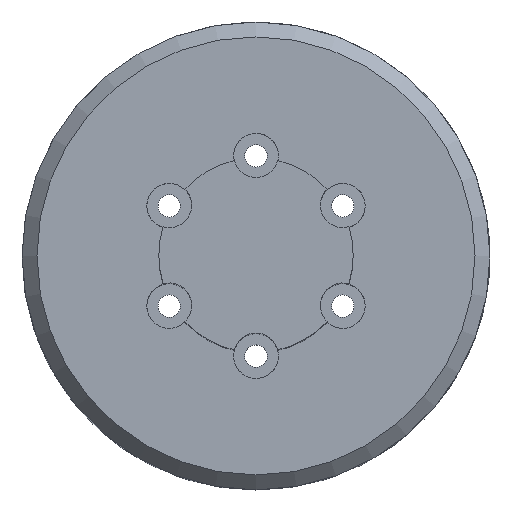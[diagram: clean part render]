
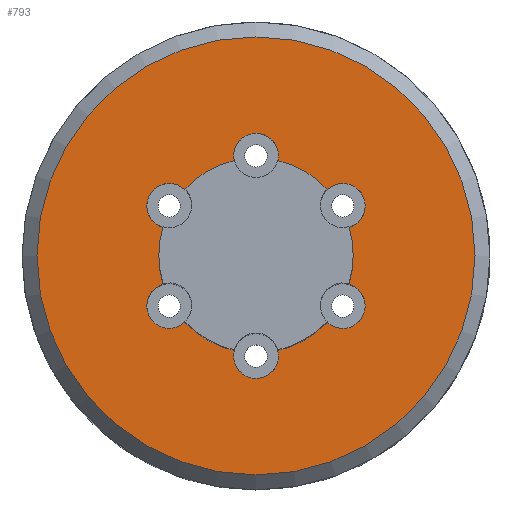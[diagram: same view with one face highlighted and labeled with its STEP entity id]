
A CAD part, top view. The second image highlights one B-rep face of the part: STEP entity #793.
In plain terms, the highlighted planar face has unit normal (0, 0, 1).
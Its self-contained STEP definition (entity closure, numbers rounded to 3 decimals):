
#55=FACE_BOUND('',#136,.T.);
#68=PLANE('',#855);
#89=FACE_OUTER_BOUND('',#135,.T.);
#135=EDGE_LOOP('',(#548));
#136=EDGE_LOOP('',(#549,#550,#551,#552,#553,#554,#555,#556,#557,#558,#559,
#560,#561,#562,#563,#564));
#286=CIRCLE('',#854,14.65);
#287=CIRCLE('',#856,6.5);
#288=CIRCLE('',#857,1.5);
#289=CIRCLE('',#858,6.5);
#290=CIRCLE('',#859,1.5);
#291=CIRCLE('',#860,6.5);
#292=CIRCLE('',#861,1.5);
#293=CIRCLE('',#862,1.5);
#294=CIRCLE('',#863,6.5);
#295=CIRCLE('',#864,1.5);
#296=CIRCLE('',#865,1.5);
#297=CIRCLE('',#866,6.5);
#298=CIRCLE('',#867,1.5);
#299=CIRCLE('',#868,1.5);
#300=CIRCLE('',#869,6.5);
#301=CIRCLE('',#870,1.5);
#302=CIRCLE('',#871,1.5);
#344=VERTEX_POINT('',#1210);
#345=VERTEX_POINT('',#1214);
#346=VERTEX_POINT('',#1215);
#347=VERTEX_POINT('',#1217);
#348=VERTEX_POINT('',#1219);
#349=VERTEX_POINT('',#1221);
#350=VERTEX_POINT('',#1223);
#351=VERTEX_POINT('',#1225);
#352=VERTEX_POINT('',#1227);
#353=VERTEX_POINT('',#1229);
#354=VERTEX_POINT('',#1231);
#355=VERTEX_POINT('',#1233);
#356=VERTEX_POINT('',#1235);
#357=VERTEX_POINT('',#1237);
#358=VERTEX_POINT('',#1239);
#359=VERTEX_POINT('',#1241);
#360=VERTEX_POINT('',#1243);
#424=EDGE_CURVE('',#344,#344,#286,.T.);
#425=EDGE_CURVE('',#345,#346,#287,.T.);
#426=EDGE_CURVE('',#346,#347,#288,.T.);
#427=EDGE_CURVE('',#347,#348,#289,.T.);
#428=EDGE_CURVE('',#348,#349,#290,.T.);
#429=EDGE_CURVE('',#349,#350,#291,.T.);
#430=EDGE_CURVE('',#350,#351,#292,.T.);
#431=EDGE_CURVE('',#351,#352,#293,.T.);
#432=EDGE_CURVE('',#352,#353,#294,.T.);
#433=EDGE_CURVE('',#353,#354,#295,.T.);
#434=EDGE_CURVE('',#354,#355,#296,.T.);
#435=EDGE_CURVE('',#355,#356,#297,.T.);
#436=EDGE_CURVE('',#356,#357,#298,.T.);
#437=EDGE_CURVE('',#357,#358,#299,.T.);
#438=EDGE_CURVE('',#358,#359,#300,.T.);
#439=EDGE_CURVE('',#359,#360,#301,.T.);
#440=EDGE_CURVE('',#360,#345,#302,.T.);
#548=ORIENTED_EDGE('',*,*,#424,.F.);
#549=ORIENTED_EDGE('',*,*,#425,.T.);
#550=ORIENTED_EDGE('',*,*,#426,.T.);
#551=ORIENTED_EDGE('',*,*,#427,.T.);
#552=ORIENTED_EDGE('',*,*,#428,.T.);
#553=ORIENTED_EDGE('',*,*,#429,.T.);
#554=ORIENTED_EDGE('',*,*,#430,.T.);
#555=ORIENTED_EDGE('',*,*,#431,.T.);
#556=ORIENTED_EDGE('',*,*,#432,.T.);
#557=ORIENTED_EDGE('',*,*,#433,.T.);
#558=ORIENTED_EDGE('',*,*,#434,.T.);
#559=ORIENTED_EDGE('',*,*,#435,.T.);
#560=ORIENTED_EDGE('',*,*,#436,.T.);
#561=ORIENTED_EDGE('',*,*,#437,.T.);
#562=ORIENTED_EDGE('',*,*,#438,.T.);
#563=ORIENTED_EDGE('',*,*,#439,.T.);
#564=ORIENTED_EDGE('',*,*,#440,.T.);
#793=ADVANCED_FACE('',(#89,#55),#68,.F.);
#854=AXIS2_PLACEMENT_3D('',#1212,#961,#962);
#855=AXIS2_PLACEMENT_3D('',#1213,#963,#964);
#856=AXIS2_PLACEMENT_3D('',#1216,#965,#966);
#857=AXIS2_PLACEMENT_3D('',#1218,#967,#968);
#858=AXIS2_PLACEMENT_3D('',#1220,#969,#970);
#859=AXIS2_PLACEMENT_3D('',#1222,#971,#972);
#860=AXIS2_PLACEMENT_3D('',#1224,#973,#974);
#861=AXIS2_PLACEMENT_3D('',#1226,#975,#976);
#862=AXIS2_PLACEMENT_3D('',#1228,#977,#978);
#863=AXIS2_PLACEMENT_3D('',#1230,#979,#980);
#864=AXIS2_PLACEMENT_3D('',#1232,#981,#982);
#865=AXIS2_PLACEMENT_3D('',#1234,#983,#984);
#866=AXIS2_PLACEMENT_3D('',#1236,#985,#986);
#867=AXIS2_PLACEMENT_3D('',#1238,#987,#988);
#868=AXIS2_PLACEMENT_3D('',#1240,#989,#990);
#869=AXIS2_PLACEMENT_3D('',#1242,#991,#992);
#870=AXIS2_PLACEMENT_3D('',#1244,#993,#994);
#871=AXIS2_PLACEMENT_3D('',#1245,#995,#996);
#961=DIRECTION('center_axis',(0.,0.,-1.));
#962=DIRECTION('ref_axis',(1.,0.,0.));
#963=DIRECTION('center_axis',(0.,0.,-1.));
#964=DIRECTION('ref_axis',(-1.,0.,0.));
#965=DIRECTION('center_axis',(0.,0.,-1.));
#966=DIRECTION('ref_axis',(-1.,0.,0.));
#967=DIRECTION('center_axis',(0.,0.,-1.));
#968=DIRECTION('ref_axis',(-1.,0.,0.));
#969=DIRECTION('center_axis',(0.,0.,-1.));
#970=DIRECTION('ref_axis',(-1.,0.,0.));
#971=DIRECTION('center_axis',(0.,0.,-1.));
#972=DIRECTION('ref_axis',(-1.,0.,0.));
#973=DIRECTION('center_axis',(0.,0.,-1.));
#974=DIRECTION('ref_axis',(-1.,0.,0.));
#975=DIRECTION('center_axis',(0.,0.,-1.));
#976=DIRECTION('ref_axis',(-1.,0.,0.));
#977=DIRECTION('center_axis',(0.,0.,-1.));
#978=DIRECTION('ref_axis',(-1.,0.,0.));
#979=DIRECTION('center_axis',(0.,0.,-1.));
#980=DIRECTION('ref_axis',(-1.,0.,0.));
#981=DIRECTION('center_axis',(0.,0.,-1.));
#982=DIRECTION('ref_axis',(-1.,0.,0.));
#983=DIRECTION('center_axis',(0.,0.,-1.));
#984=DIRECTION('ref_axis',(-1.,0.,0.));
#985=DIRECTION('center_axis',(0.,0.,-1.));
#986=DIRECTION('ref_axis',(-1.,0.,0.));
#987=DIRECTION('center_axis',(0.,0.,-1.));
#988=DIRECTION('ref_axis',(-1.,0.,0.));
#989=DIRECTION('center_axis',(0.,0.,-1.));
#990=DIRECTION('ref_axis',(-1.,0.,0.));
#991=DIRECTION('center_axis',(0.,0.,-1.));
#992=DIRECTION('ref_axis',(-1.,0.,0.));
#993=DIRECTION('center_axis',(0.,0.,-1.));
#994=DIRECTION('ref_axis',(-1.,0.,0.));
#995=DIRECTION('center_axis',(0.,0.,-1.));
#996=DIRECTION('ref_axis',(-1.,0.,0.));
#1210=CARTESIAN_POINT('',(-14.65,0.,-7.7));
#1212=CARTESIAN_POINT('Origin',(0.,0.,-7.7));
#1213=CARTESIAN_POINT('Origin',(0.,0.,-7.7));
#1214=CARTESIAN_POINT('',(-1.455,-6.335,-7.7));
#1215=CARTESIAN_POINT('',(-4.759,-4.428,-7.7));
#1216=CARTESIAN_POINT('Origin',(0.,0.,-7.7));
#1217=CARTESIAN_POINT('',(-6.214,-1.908,-7.7));
#1218=CARTESIAN_POINT('Origin',(-5.802,-3.35,-7.7));
#1219=CARTESIAN_POINT('',(-6.214,1.908,-7.7));
#1220=CARTESIAN_POINT('Origin',(0.,0.,-7.7));
#1221=CARTESIAN_POINT('',(-4.759,4.428,-7.7));
#1222=CARTESIAN_POINT('Origin',(-5.802,3.35,-7.7));
#1223=CARTESIAN_POINT('',(-1.455,6.335,-7.7));
#1224=CARTESIAN_POINT('Origin',(0.,0.,-7.7));
#1225=CARTESIAN_POINT('',(1.5,6.7,-7.7));
#1226=CARTESIAN_POINT('Origin',(0.,6.7,-7.7));
#1227=CARTESIAN_POINT('',(1.455,6.335,-7.7));
#1228=CARTESIAN_POINT('Origin',(0.,6.7,-7.7));
#1229=CARTESIAN_POINT('',(4.759,4.428,-7.7));
#1230=CARTESIAN_POINT('Origin',(0.,0.,-7.7));
#1231=CARTESIAN_POINT('',(7.302,3.35,-7.7));
#1232=CARTESIAN_POINT('Origin',(5.802,3.35,-7.7));
#1233=CARTESIAN_POINT('',(6.214,1.908,-7.7));
#1234=CARTESIAN_POINT('Origin',(5.802,3.35,-7.7));
#1235=CARTESIAN_POINT('',(6.214,-1.908,-7.7));
#1236=CARTESIAN_POINT('Origin',(0.,0.,-7.7));
#1237=CARTESIAN_POINT('',(7.302,-3.35,-7.7));
#1238=CARTESIAN_POINT('Origin',(5.802,-3.35,-7.7));
#1239=CARTESIAN_POINT('',(4.759,-4.428,-7.7));
#1240=CARTESIAN_POINT('Origin',(5.802,-3.35,-7.7));
#1241=CARTESIAN_POINT('',(1.455,-6.335,-7.7));
#1242=CARTESIAN_POINT('Origin',(0.,0.,-7.7));
#1243=CARTESIAN_POINT('',(1.5,-6.7,-7.7));
#1244=CARTESIAN_POINT('Origin',(0.,-6.7,-7.7));
#1245=CARTESIAN_POINT('Origin',(0.,-6.7,-7.7));
